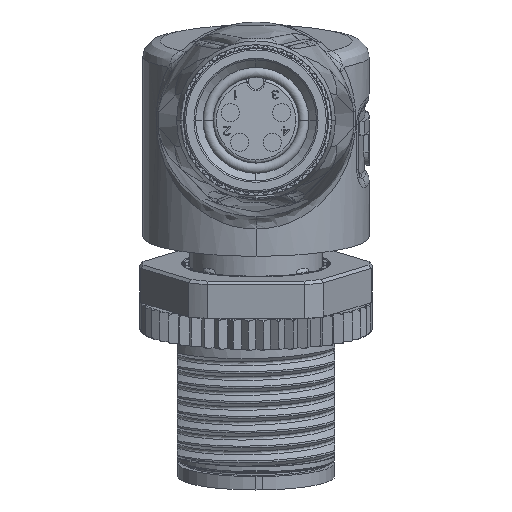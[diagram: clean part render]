
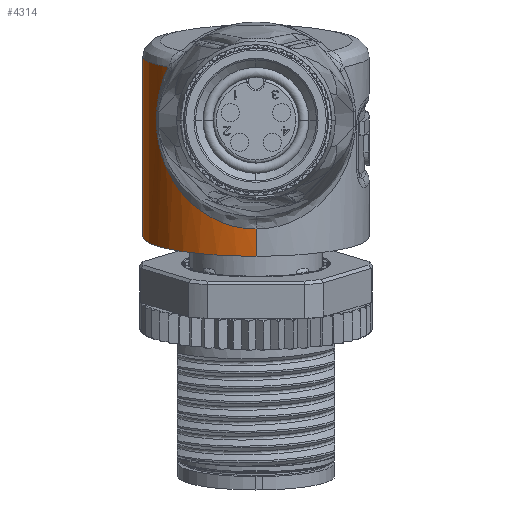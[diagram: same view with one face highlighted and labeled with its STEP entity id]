
A CAD part, front view. The second image highlights one B-rep face of the part: STEP entity #4314.
In plain terms, the highlighted cylindrical face has radius 7.5 mm (diameter 15 mm), a partial arc.
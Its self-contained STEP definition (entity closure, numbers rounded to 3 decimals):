
#4314=ADVANCED_FACE('',(#11195),#11196,.T.);
#11195=FACE_OUTER_BOUND('',#21364,.T.);
#11196=CYLINDRICAL_SURFACE('',#21365,7.5);
#21364=EDGE_LOOP('',(#88644,#88645,#88646,#88647,#88648,#88649,#88650,#88651,#88652,#88653,#88654));
#21365=AXIS2_PLACEMENT_3D('',#88655,#88656,#88657);
#88644=ORIENTED_EDGE('',*,*,#105607,.F.);
#88645=ORIENTED_EDGE('',*,*,#105608,.F.);
#88646=ORIENTED_EDGE('',*,*,#105609,.F.);
#88647=ORIENTED_EDGE('',*,*,#105605,.F.);
#88648=ORIENTED_EDGE('',*,*,#105598,.F.);
#88649=ORIENTED_EDGE('',*,*,#105610,.F.);
#88650=ORIENTED_EDGE('',*,*,#105611,.F.);
#88651=ORIENTED_EDGE('',*,*,#105542,.F.);
#88652=ORIENTED_EDGE('',*,*,#105612,.T.);
#88653=ORIENTED_EDGE('',*,*,#105540,.T.);
#88654=ORIENTED_EDGE('',*,*,#105613,.F.);
#88655=CARTESIAN_POINT('',(0.0,104.854,-7.682));
#88656=DIRECTION('',(0.0,0.174,-0.985));
#88657=DIRECTION('',(0.0,0.985,0.174));
#105540=EDGE_CURVE('',#112689,#112687,#112690,.T.);
#105542=EDGE_CURVE('',#112691,#112693,#112694,.T.);
#105598=EDGE_CURVE('',#112787,#112789,#112790,.T.);
#105605=EDGE_CURVE('',#112789,#112796,#112798,.T.);
#105607=EDGE_CURVE('',#112800,#112801,#112802,.T.);
#105608=EDGE_CURVE('',#112803,#112800,#112804,.T.);
#105609=EDGE_CURVE('',#112796,#112803,#112805,.T.);
#105610=EDGE_CURVE('',#112806,#112787,#112807,.T.);
#105611=EDGE_CURVE('',#112693,#112806,#112808,.T.);
#105612=EDGE_CURVE('',#112691,#112689,#112809,.T.);
#105613=EDGE_CURVE('',#112801,#112687,#112810,.T.);
#112687=VERTEX_POINT('',#123082);
#112689=VERTEX_POINT('',#123105);
#112690=LINE('',#123106,#123107);
#112691=VERTEX_POINT('',#123108);
#112693=VERTEX_POINT('',#123110);
#112694=LINE('',#123111,#123112);
#112787=VERTEX_POINT('',#123590);
#112789=VERTEX_POINT('',#123602);
#112790=B_SPLINE_CURVE_WITH_KNOTS('',3,(#123603,#123604,#123605,#123606,#123607,#123608,#123609,#123610,#123611,#123612,#123613,#123614,#123615,#123616,#123617),.UNSPECIFIED.,.F.,.F.,(4,1,1,1,1,1,1,1,1,1,1,1,4),(0.0,0.083,0.167,0.25,0.333,0.417,0.5,0.583,0.667,0.75,0.833,0.917,1.0),.UNSPECIFIED.);
#112796=VERTEX_POINT('',#123638);
#112798=B_SPLINE_CURVE_WITH_KNOTS('',3,(#123644,#123645,#123646,#123647,#123648,#123649),.UNSPECIFIED.,.F.,.F.,(4,1,1,4),(0.0,0.333,0.667,1.0),.UNSPECIFIED.);
#112800=VERTEX_POINT('',#123651);
#112801=VERTEX_POINT('',#123652);
#112802=B_SPLINE_CURVE_WITH_KNOTS('',3,(#123653,#123654,#123655,#123656,#123657,#123658),.UNSPECIFIED.,.F.,.F.,(4,1,1,4),(0.0,0.333,0.667,1.0),.UNSPECIFIED.);
#112803=VERTEX_POINT('',#123659);
#112804=B_SPLINE_CURVE_WITH_KNOTS('',3,(#123660,#123661,#123662,#123663,#123664,#123665),.UNSPECIFIED.,.F.,.F.,(4,1,1,4),(0.0,0.333,0.667,1.0),.UNSPECIFIED.);
#112805=B_SPLINE_CURVE_WITH_KNOTS('',3,(#123666,#123667,#123668,#123669,#123670,#123671),.UNSPECIFIED.,.F.,.F.,(4,1,1,4),(0.0,0.333,0.667,1.0),.UNSPECIFIED.);
#112806=VERTEX_POINT('',#123672);
#112807=B_SPLINE_CURVE_WITH_KNOTS('',3,(#123673,#123674,#123675,#123676,#123677,#123678),.UNSPECIFIED.,.F.,.F.,(4,1,1,4),(0.0,0.333,0.667,1.0),.UNSPECIFIED.);
#112808=B_SPLINE_CURVE_WITH_KNOTS('',3,(#123679,#123680,#123681,#123682,#123683,#123684,#123685,#123686),.UNSPECIFIED.,.F.,.F.,(4,1,1,1,1,4),(0.0,0.203,0.406,0.606,0.804,1.0),.UNSPECIFIED.);
#112809=CIRCLE('',#123687,7.5);
#112810=B_SPLINE_CURVE_WITH_KNOTS('',3,(#123688,#123689,#123690,#123691,#123692,#123693,#123694,#123695,#123696,#123697,#123698,#123699,#123700,#123701,#123702,#123703,#123704,#123705,#123706,#123707,#123708,#123709),.UNSPECIFIED.,.F.,.F.,(4,1,1,1,1,1,1,1,1,1,1,1,1,1,1,1,1,1,1,4),(0.0,0.053,0.105,0.158,0.211,0.263,0.316,0.368,0.421,0.474,0.526,0.579,0.632,0.684,0.737,0.789,0.842,0.895,0.947,1.0),.UNSPECIFIED.);
#123082=CARTESIAN_POINT('',(0.,97.152,-7.187));
#123105=CARTESIAN_POINT('',(0.,97.468,-8.984));
#123106=CARTESIAN_POINT('',(0.,97.468,-8.984));
#123107=VECTOR('',#143124,1.825);
#123108=CARTESIAN_POINT('',(0.0,112.241,-6.379));
#123110=CARTESIAN_POINT('',(0.,110.261,4.847));
#123111=CARTESIAN_POINT('',(0.0,112.241,-6.379));
#123112=VECTOR('',#143128,11.4);
#123590=CARTESIAN_POINT('',(-2.72,109.768,4.701));
#123602=CARTESIAN_POINT('',(-5.818,98.075,3.511));
#123603=CARTESIAN_POINT('',(-2.72,109.768,4.701));
#123604=CARTESIAN_POINT('',(-3.086,109.623,4.707));
#123605=CARTESIAN_POINT('',(-3.796,109.274,4.71));
#123606=CARTESIAN_POINT('',(-4.763,108.596,4.689));
#123607=CARTESIAN_POINT('',(-5.613,107.778,4.644));
#123608=CARTESIAN_POINT('',(-6.321,106.849,4.577));
#123609=CARTESIAN_POINT('',(-6.89,105.798,4.488));
#123610=CARTESIAN_POINT('',(-7.282,104.681,4.381));
#123611=CARTESIAN_POINT('',(-7.492,103.516,4.257));
#123612=CARTESIAN_POINT('',(-7.52,102.362,4.124));
#123613=CARTESIAN_POINT('',(-7.361,101.18,3.976));
#123614=CARTESIAN_POINT('',(-7.019,100.055,3.823));
#123615=CARTESIAN_POINT('',(-6.508,99.006,3.667));
#123616=CARTESIAN_POINT('',(-6.063,98.372,3.563));
#123617=CARTESIAN_POINT('',(-5.818,98.075,3.511));
#123638=CARTESIAN_POINT('',(-6.507,99.488,1.274));
#123644=CARTESIAN_POINT('',(-5.818,98.075,3.511));
#123645=CARTESIAN_POINT('',(-5.945,98.28,3.248));
#123646=CARTESIAN_POINT('',(-6.158,98.662,2.731));
#123647=CARTESIAN_POINT('',(-6.378,99.137,1.986));
#123648=CARTESIAN_POINT('',(-6.471,99.383,1.509));
#123649=CARTESIAN_POINT('',(-6.507,99.488,1.274));
#123651=CARTESIAN_POINT('',(-6.569,99.896,-0.401));
#123652=CARTESIAN_POINT('',(-6.536,99.932,-0.949));
#123653=CARTESIAN_POINT('',(-6.569,99.896,-0.401));
#123654=CARTESIAN_POINT('',(-6.569,99.906,-0.458));
#123655=CARTESIAN_POINT('',(-6.568,99.924,-0.576));
#123656=CARTESIAN_POINT('',(-6.557,99.937,-0.758));
#123657=CARTESIAN_POINT('',(-6.544,99.935,-0.885));
#123658=CARTESIAN_POINT('',(-6.536,99.932,-0.949));
#123659=CARTESIAN_POINT('',(-6.561,99.705,0.599));
#123660=CARTESIAN_POINT('',(-6.561,99.705,0.599));
#123661=CARTESIAN_POINT('',(-6.562,99.726,0.488));
#123662=CARTESIAN_POINT('',(-6.564,99.768,0.266));
#123663=CARTESIAN_POINT('',(-6.567,99.833,-0.067));
#123664=CARTESIAN_POINT('',(-6.568,99.875,-0.29));
#123665=CARTESIAN_POINT('',(-6.569,99.896,-0.401));
#123666=CARTESIAN_POINT('',(-6.507,99.488,1.274));
#123667=CARTESIAN_POINT('',(-6.519,99.523,1.194));
#123668=CARTESIAN_POINT('',(-6.539,99.587,1.038));
#123669=CARTESIAN_POINT('',(-6.556,99.659,0.812));
#123670=CARTESIAN_POINT('',(-6.561,99.692,0.669));
#123671=CARTESIAN_POINT('',(-6.561,99.705,0.599));
#123672=CARTESIAN_POINT('',(-1.266,110.163,4.784));
#123673=CARTESIAN_POINT('',(-1.266,110.163,4.784));
#123674=CARTESIAN_POINT('',(-1.44,110.136,4.765));
#123675=CARTESIAN_POINT('',(-1.781,110.07,4.731));
#123676=CARTESIAN_POINT('',(-2.267,109.936,4.702));
#123677=CARTESIAN_POINT('',(-2.572,109.827,4.699));
#123678=CARTESIAN_POINT('',(-2.72,109.768,4.701));
#123679=CARTESIAN_POINT('',(0.,110.261,4.847));
#123680=CARTESIAN_POINT('',(-0.086,110.261,4.847));
#123681=CARTESIAN_POINT('',(-0.259,110.258,4.846));
#123682=CARTESIAN_POINT('',(-0.516,110.246,4.839));
#123683=CARTESIAN_POINT('',(-0.769,110.226,4.828));
#123684=CARTESIAN_POINT('',(-1.019,110.198,4.81));
#123685=CARTESIAN_POINT('',(-1.184,110.175,4.794));
#123686=CARTESIAN_POINT('',(-1.266,110.163,4.784));
#123687=AXIS2_PLACEMENT_3D('',#143140,#143141,#143142);
#123688=CARTESIAN_POINT('',(-6.536,99.932,-0.949));
#123689=CARTESIAN_POINT('',(-6.52,99.926,-1.077));
#123690=CARTESIAN_POINT('',(-6.481,99.902,-1.342));
#123691=CARTESIAN_POINT('',(-6.394,99.83,-1.769));
#123692=CARTESIAN_POINT('',(-6.273,99.716,-2.227));
#123693=CARTESIAN_POINT('',(-6.109,99.558,-2.719));
#123694=CARTESIAN_POINT('',(-5.893,99.355,-3.24));
#123695=CARTESIAN_POINT('',(-5.622,99.118,-3.772));
#123696=CARTESIAN_POINT('',(-5.296,98.858,-4.298));
#123697=CARTESIAN_POINT('',(-4.928,98.596,-4.791));
#123698=CARTESIAN_POINT('',(-4.528,98.345,-5.239));
#123699=CARTESIAN_POINT('',(-4.105,98.113,-5.637));
#123700=CARTESIAN_POINT('',(-3.667,97.905,-5.984));
#123701=CARTESIAN_POINT('',(-3.219,97.723,-6.282));
#123702=CARTESIAN_POINT('',(-2.764,97.566,-6.534));
#123703=CARTESIAN_POINT('',(-2.305,97.436,-6.741));
#123704=CARTESIAN_POINT('',(-1.844,97.331,-6.907));
#123705=CARTESIAN_POINT('',(-1.381,97.25,-7.034));
#123706=CARTESIAN_POINT('',(-0.918,97.193,-7.123));
#123707=CARTESIAN_POINT('',(-0.457,97.159,-7.175));
#123708=CARTESIAN_POINT('',(-0.152,97.152,-7.187));
#123709=CARTESIAN_POINT('',(0.,97.152,-7.187));
#143124=DIRECTION('',(0.,-0.174,0.985));
#143128=DIRECTION('',(0.,-0.174,0.985));
#143140=CARTESIAN_POINT('',(0.0,104.854,-7.682));
#143141=DIRECTION('',(0.0,-0.174,0.985));
#143142=DIRECTION('',(0.0,0.985,0.174));
